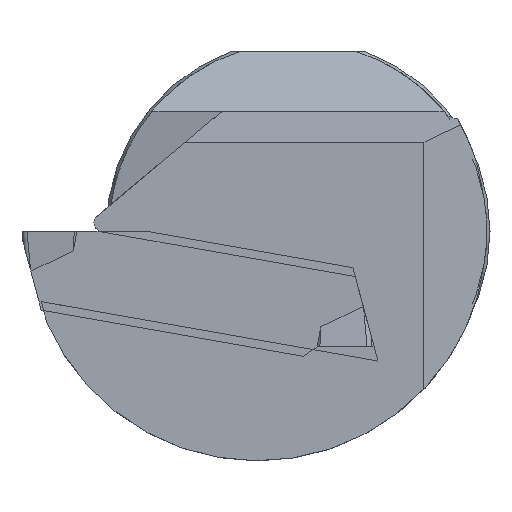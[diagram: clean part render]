
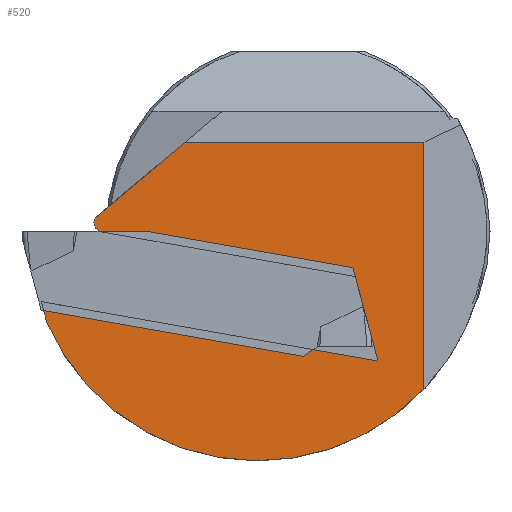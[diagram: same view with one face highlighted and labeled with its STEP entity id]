
A CAD part, left-side view. The second image highlights one B-rep face of the part: STEP entity #520.
In plain terms, the highlighted planar face has unit normal (-1, 0, 0).
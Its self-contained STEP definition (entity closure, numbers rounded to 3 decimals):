
#62=CIRCLE('',#1430,19.128);
#63=CIRCLE('',#1431,0.8);
#520=ADVANCED_FACE('',(#610),#566,.T.);
#566=PLANE('',#1432);
#610=FACE_OUTER_BOUND('',#662,.T.);
#662=EDGE_LOOP('',(#853,#854,#855,#856,#857,#858,#859,#860,#861));
#853=ORIENTED_EDGE('',*,*,#1152,.T.);
#854=ORIENTED_EDGE('',*,*,#1153,.T.);
#855=ORIENTED_EDGE('',*,*,#1154,.T.);
#856=ORIENTED_EDGE('',*,*,#1155,.T.);
#857=ORIENTED_EDGE('',*,*,#1129,.F.);
#858=ORIENTED_EDGE('',*,*,#1122,.F.);
#859=ORIENTED_EDGE('',*,*,#1156,.T.);
#860=ORIENTED_EDGE('',*,*,#1157,.T.);
#861=ORIENTED_EDGE('',*,*,#1158,.T.);
#1010=VERTEX_POINT('',#1865);
#1011=VERTEX_POINT('',#1867);
#1017=VERTEX_POINT('',#1893);
#1034=VERTEX_POINT('',#1964);
#1035=VERTEX_POINT('',#1965);
#1036=VERTEX_POINT('',#1967);
#1037=VERTEX_POINT('',#1969);
#1038=VERTEX_POINT('',#1972);
#1039=VERTEX_POINT('',#1974);
#1122=EDGE_CURVE('',#1010,#1011,#1251,.T.);
#1129=EDGE_CURVE('',#1011,#1017,#1254,.T.);
#1152=EDGE_CURVE('',#1034,#1035,#1260,.T.);
#1153=EDGE_CURVE('',#1035,#1036,#1261,.T.);
#1154=EDGE_CURVE('',#1036,#1037,#1262,.T.);
#1155=EDGE_CURVE('',#1037,#1017,#62,.T.);
#1156=EDGE_CURVE('',#1010,#1038,#1263,.T.);
#1157=EDGE_CURVE('',#1038,#1039,#63,.T.);
#1158=EDGE_CURVE('',#1039,#1034,#1264,.T.);
#1251=LINE('',#1866,#1341);
#1254=LINE('',#1892,#1344);
#1260=LINE('',#1963,#1350);
#1261=LINE('',#1966,#1351);
#1262=LINE('',#1968,#1352);
#1263=LINE('',#1971,#1353);
#1264=LINE('',#1975,#1354);
#1341=VECTOR('',#1589,1.);
#1344=VECTOR('',#1600,1.);
#1350=VECTOR('',#1638,1.);
#1351=VECTOR('',#1639,1.);
#1352=VECTOR('',#1640,1.);
#1353=VECTOR('',#1643,1.);
#1354=VECTOR('',#1646,1.);
#1430=AXIS2_PLACEMENT_3D('',#1970,#1641,#1642);
#1431=AXIS2_PLACEMENT_3D('',#1973,#1644,#1645);
#1432=AXIS2_PLACEMENT_3D('',#1976,#1647,#1648);
#1589=DIRECTION('',(0.,-1.,0.));
#1600=DIRECTION('',(0.,0.,-1.));
#1638=DIRECTION('',(0.,-0.259,-0.966));
#1639=DIRECTION('',(0.,0.985,0.174));
#1640=DIRECTION('',(0.,-0.259,-0.966));
#1641=DIRECTION('',(-1.,0.,0.));
#1642=DIRECTION('',(0.,1.,0.));
#1643=DIRECTION('',(0.,0.766,-0.643));
#1644=DIRECTION('',(-1.,0.,0.));
#1645=DIRECTION('',(0.,1.,0.));
#1646=DIRECTION('',(0.,-0.985,-0.174));
#1647=DIRECTION('',(-1.,0.,0.));
#1648=DIRECTION('',(0.,1.,0.));
#1865=CARTESIAN_POINT('',(0.5,9.377,7.435));
#1866=CARTESIAN_POINT('',(0.5,0.,7.435));
#1867=CARTESIAN_POINT('',(0.5,-10.5,7.435));
#1892=CARTESIAN_POINT('',(0.5,-10.5,0.));
#1893=CARTESIAN_POINT('',(0.5,-10.5,-13.164));
#1963=CARTESIAN_POINT('',(0.5,-3.506,0.939));
#1964=CARTESIAN_POINT('',(0.5,-4.771,-3.78));
#1965=CARTESIAN_POINT('',(0.5,-6.655,-10.814));
#1966=CARTESIAN_POINT('',(0.5,1.649,-9.35));
#1967=CARTESIAN_POINT('',(0.5,21.4,-5.867));
#1968=CARTESIAN_POINT('',(0.5,21.433,-5.743));
#1969=CARTESIAN_POINT('',(0.5,20.941,-7.579));
#1970=CARTESIAN_POINT('',(0.5,3.378,0.));
#1971=CARTESIAN_POINT('',(0.5,7.535,8.98));
#1972=CARTESIAN_POINT('',(0.5,16.896,1.126));
#1973=CARTESIAN_POINT('',(0.5,16.2,0.73));
#1974=CARTESIAN_POINT('',(0.5,16.339,-0.057));
#1975=CARTESIAN_POINT('',(0.5,0.503,-2.85));
#1976=CARTESIAN_POINT('',(0.5,0.,0.));
